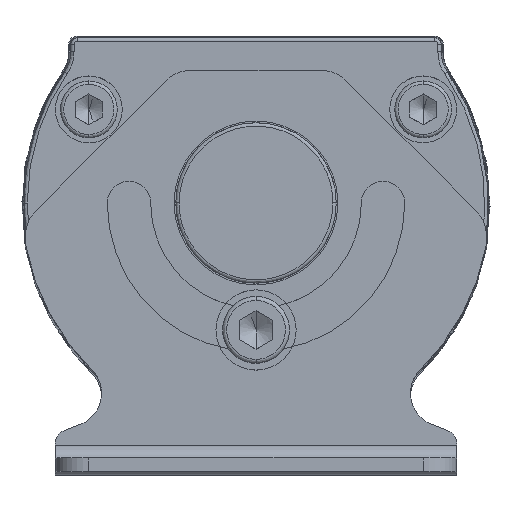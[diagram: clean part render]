
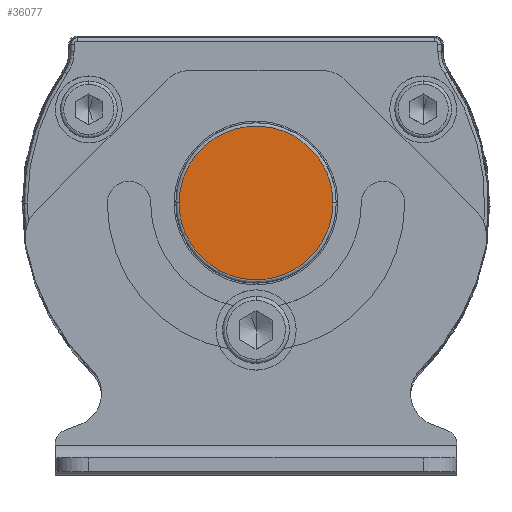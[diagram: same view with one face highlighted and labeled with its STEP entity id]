
A CAD part, top view. The second image highlights one B-rep face of the part: STEP entity #36077.
In plain terms, the highlighted planar face has unit normal (0, 0, 1).
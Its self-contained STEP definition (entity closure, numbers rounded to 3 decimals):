
#2654 = EDGE_CURVE ( 'NONE', #27097, #4916, #26492, .T. ) ;
#4916 = VERTEX_POINT ( 'NONE', #29917 ) ;
#6698 = CARTESIAN_POINT ( 'NONE',  ( 11.501, 63.204, 319.503 ) ) ;
#7615 = FACE_OUTER_BOUND ( 'NONE', #37204, .T. ) ;
#9098 = ORIENTED_EDGE ( 'NONE', *, *, #34195, .F. ) ;
#9130 = CARTESIAN_POINT ( 'NONE',  ( 11.505, 17.204, 319.503 ) ) ;
#11440 = CARTESIAN_POINT ( 'NONE',  ( 11.503, 40.204, 319.503 ) ) ;
#11834 =( BOUNDED_CURVE ( )  B_SPLINE_CURVE ( 3, ( #11440, #9130, #17678, #31921 ),
 .UNSPECIFIED., .F., .F. ) 
 B_SPLINE_CURVE_WITH_KNOTS ( ( 4, 4 ),
 ( 0., 0.5 ),
 .UNSPECIFIED. ) 
 CURVE ( )  GEOMETRIC_REPRESENTATION_ITEM ( )  RATIONAL_B_SPLINE_CURVE ( ( 1., 0.333, 0.333, 1. ) ) 
 REPRESENTATION_ITEM ( '' )  );
#13890 = CARTESIAN_POINT ( 'NONE',  ( -10.997, 29.201, 319.503 ) ) ;
#14974 = AXIS2_PLACEMENT_3D ( 'NONE', #13890, #24886, #25465 ) ;
#17678 = CARTESIAN_POINT ( 'NONE',  ( -11.495, 17.202, 319.503 ) ) ;
#18277 = CARTESIAN_POINT ( 'NONE',  ( 11.503, 40.204, 319.503 ) ) ;
#21138 = CARTESIAN_POINT ( 'NONE',  ( -11.499, 63.202, 319.503 ) ) ;
#24886 = DIRECTION ( 'NONE',  ( 0., 0., -1. ) ) ;
#25465 = DIRECTION ( 'NONE',  ( -1., 0., 0. ) ) ;
#26492 =( BOUNDED_CURVE ( )  B_SPLINE_CURVE ( 3, ( #29659, #21138, #6698, #18277 ),
 .UNSPECIFIED., .F., .F. ) 
 B_SPLINE_CURVE_WITH_KNOTS ( ( 4, 4 ),
 ( 0.5, 1. ),
 .UNSPECIFIED. ) 
 CURVE ( )  GEOMETRIC_REPRESENTATION_ITEM ( )  RATIONAL_B_SPLINE_CURVE ( ( 1., 0.333, 0.333, 1. ) ) 
 REPRESENTATION_ITEM ( '' )  );
#27097 = VERTEX_POINT ( 'NONE', #32101 ) ;
#27722 = PLANE ( 'NONE',  #14974 ) ;
#29380 = ORIENTED_EDGE ( 'NONE', *, *, #2654, .F. ) ;
#29659 = CARTESIAN_POINT ( 'NONE',  ( -11.497, 40.202, 319.503 ) ) ;
#29917 = CARTESIAN_POINT ( 'NONE',  ( 11.503, 40.204, 319.503 ) ) ;
#31921 = CARTESIAN_POINT ( 'NONE',  ( -11.497, 40.202, 319.503 ) ) ;
#32101 = CARTESIAN_POINT ( 'NONE',  ( -11.497, 40.202, 319.503 ) ) ;
#34195 = EDGE_CURVE ( 'NONE', #4916, #27097, #11834, .T. ) ;
#36077 = ADVANCED_FACE ( 'NONE', ( #7615 ), #27722, .F. ) ;
#37204 = EDGE_LOOP ( 'NONE', ( #29380, #9098 ) ) ;
